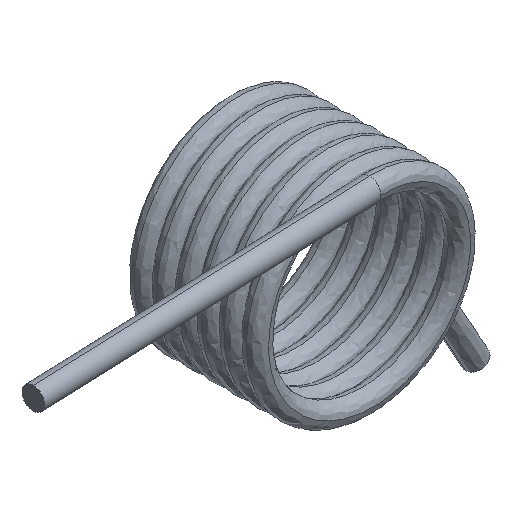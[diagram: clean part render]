
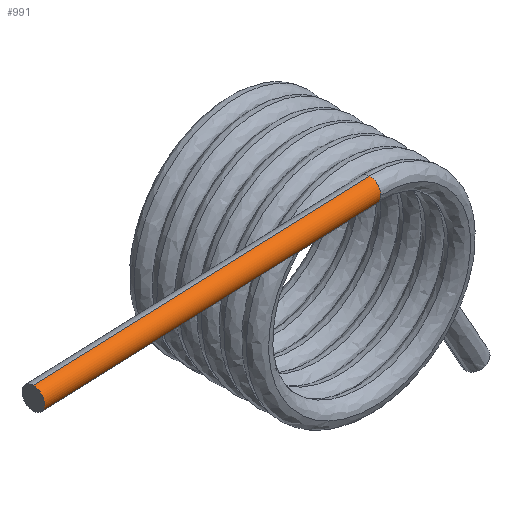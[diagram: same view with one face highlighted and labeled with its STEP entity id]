
A CAD part, isometric view. The second image highlights one B-rep face of the part: STEP entity #991.
In plain terms, the highlighted free-form (B-spline) face has degree [3, 1] with [4, 2] control points.
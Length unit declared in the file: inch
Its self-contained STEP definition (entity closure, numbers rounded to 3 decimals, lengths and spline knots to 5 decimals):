
#24 = VERTEX_POINT ( 'NONE', #2473 ) ;
#49 = DIRECTION ( 'NONE',  ( 0., 0., 1. ) ) ;
#116 = CIRCLE ( 'NONE', #426, 0.04 ) ;
#211 = ORIENTED_EDGE ( 'NONE', *, *, #1121, .T. ) ;
#259 = CARTESIAN_POINT ( 'NONE',  ( -1.24825, -0.04668, 0.3805 ) ) ;
#291 = CARTESIAN_POINT ( 'NONE',  ( -1.24825, -0.04668, 0.3005 ) ) ;
#306 = CARTESIAN_POINT ( 'NONE',  ( -1.24825, -0.04668, 0.3005 ) ) ;
#381 = ORIENTED_EDGE ( 'NONE', *, *, #1547, .T. ) ;
#426 = AXIS2_PLACEMENT_3D ( 'NONE', #994, #2914, #49 ) ;
#482 = AXIS2_PLACEMENT_3D ( 'NONE', #2335, #1368, #1133 ) ;
#499 = CARTESIAN_POINT ( 'NONE',  ( -1.24825, -0.08237, 0.36138 ) ) ;
#518 = CARTESIAN_POINT ( 'NONE',  ( -1.24825, -0.08668, 0.33001 ) ) ;
#551 = CARTESIAN_POINT ( 'NONE',  ( -1.24825, -0.05714, 0.30154 ) ) ;
#601 = B_SPLINE_CURVE_WITH_KNOTS ( 'NONE', 3,
 ( #2953, #2250, #1738, #499, #2705, #518, #1490, #1287, #1474, #551, #2455, #291 ),
 .UNSPECIFIED., .F., .F.,
 ( 4, 2, 2, 2, 2, 4 ),
 ( 0., 0.0008, 0.0016, 0.0024, 0.0028, 0.0032 ),
 .UNSPECIFIED. ) ;
#662 = DIRECTION ( 'NONE',  ( 0.999, 0.037, 0. ) ) ;
#728 = ORIENTED_EDGE ( 'NONE', *, *, #1976, .T. ) ;
#761 = VERTEX_POINT ( 'NONE', #2323 ) ;
#804 = CARTESIAN_POINT ( 'NONE',  ( 0., -0.04, 0.3405 ) ) ;
#924 = CARTESIAN_POINT ( 'NONE',  ( 0., 0., 0.3005 ) ) ;
#991 = ADVANCED_FACE ( 'NONE', ( #1994 ), #1263, .F. ) ;
#994 = CARTESIAN_POINT ( 'NONE',  ( 0., 0., 0.3405 ) ) ;
#1013 = DIRECTION ( 'NONE',  ( 0.999, 0.037, 0. ) ) ;
#1121 = EDGE_CURVE ( 'NONE', #2388, #24, #601, .T. ) ;
#1133 = DIRECTION ( 'NONE',  ( 0., 0., 1. ) ) ;
#1208 = VERTEX_POINT ( 'NONE', #804 ) ;
#1239 = CARTESIAN_POINT ( 'NONE',  ( 0., -0.08, 0.3805 ) ) ;
#1255 = VECTOR ( 'NONE', #1013, 39.37008 ) ;
#1263 =( BOUNDED_SURFACE ( )  B_SPLINE_SURFACE ( 3, 1, ( 
 ( #306, #1705 ),
 ( #2671, #2472 ),
 ( #1944, #1239 ),
 ( #259, #2965 ) ),
 .UNSPECIFIED., .F., .F., .T. ) 
 B_SPLINE_SURFACE_WITH_KNOTS ( ( 4, 4 ),
 ( 2, 2 ),
 ( 0., 1. ),
 ( 0., 1. ),
 .UNSPECIFIED. ) 
 GEOMETRIC_REPRESENTATION_ITEM ( )  RATIONAL_B_SPLINE_SURFACE ( (
 ( 1., 1.),
 ( 0.333, 0.333),
 ( 0.333, 0.333),
 ( 1., 1.) ) ) 
 REPRESENTATION_ITEM ( '' )  SURFACE ( )  );
#1287 = CARTESIAN_POINT ( 'NONE',  ( -1.24825, -0.07126, 0.30852 ) ) ;
#1368 = DIRECTION ( 'NONE',  ( -1., 0., 0. ) ) ;
#1410 = LINE ( 'NONE', #2604, #2714 ) ;
#1458 = ORIENTED_EDGE ( 'NONE', *, *, #2564, .T. ) ;
#1474 = CARTESIAN_POINT ( 'NONE',  ( -1.24825, -0.06683, 0.30555 ) ) ;
#1490 = CARTESIAN_POINT ( 'NONE',  ( -1.24825, -0.08236, 0.31961 ) ) ;
#1492 = VERTEX_POINT ( 'NONE', #924 ) ;
#1547 = EDGE_CURVE ( 'NONE', #1492, #1208, #2959, .T. ) ;
#1705 = CARTESIAN_POINT ( 'NONE',  ( 0., 0., 0.3005 ) ) ;
#1721 = CARTESIAN_POINT ( 'NONE',  ( -1.24825, -0.04668, 0.3805 ) ) ;
#1738 = CARTESIAN_POINT ( 'NONE',  ( -1.24825, -0.06756, 0.37618 ) ) ;
#1944 = CARTESIAN_POINT ( 'NONE',  ( -1.24825, -0.12668, 0.3805 ) ) ;
#1976 = EDGE_CURVE ( 'NONE', #1208, #761, #116, .T. ) ;
#1994 = FACE_OUTER_BOUND ( 'NONE', #2938, .T. ) ;
#2218 = LINE ( 'NONE', #2235, #1255 ) ;
#2235 = CARTESIAN_POINT ( 'NONE',  ( -2.49825, -0.09342, 0.3005 ) ) ;
#2250 = CARTESIAN_POINT ( 'NONE',  ( -1.24825, -0.05717, 0.3805 ) ) ;
#2323 = CARTESIAN_POINT ( 'NONE',  ( 0., 0., 0.3805 ) ) ;
#2335 = CARTESIAN_POINT ( 'NONE',  ( 0., 0., 0.3405 ) ) ;
#2388 = VERTEX_POINT ( 'NONE', #1721 ) ;
#2455 = CARTESIAN_POINT ( 'NONE',  ( -1.24825, -0.05191, 0.3005 ) ) ;
#2472 = CARTESIAN_POINT ( 'NONE',  ( 0., -0.08, 0.3005 ) ) ;
#2473 = CARTESIAN_POINT ( 'NONE',  ( -1.24825, -0.04668, 0.3005 ) ) ;
#2564 = EDGE_CURVE ( 'NONE', #24, #1492, #2218, .T. ) ;
#2604 = CARTESIAN_POINT ( 'NONE',  ( -2.49825, -0.09342, 0.3805 ) ) ;
#2671 = CARTESIAN_POINT ( 'NONE',  ( -1.24825, -0.12668, 0.3005 ) ) ;
#2705 = CARTESIAN_POINT ( 'NONE',  ( -1.24825, -0.08668, 0.35099 ) ) ;
#2714 = VECTOR ( 'NONE', #662, 39.37008 ) ;
#2914 = DIRECTION ( 'NONE',  ( -1., 0., 0. ) ) ;
#2921 = ORIENTED_EDGE ( 'NONE', *, *, #3080, .F. ) ;
#2938 = EDGE_LOOP ( 'NONE', ( #211, #1458, #381, #728, #2921 ) ) ;
#2953 = CARTESIAN_POINT ( 'NONE',  ( -1.24825, -0.04668, 0.3805 ) ) ;
#2959 = CIRCLE ( 'NONE', #482, 0.04 ) ;
#2965 = CARTESIAN_POINT ( 'NONE',  ( 0., 0., 0.3805 ) ) ;
#3080 = EDGE_CURVE ( 'NONE', #2388, #761, #1410, .T. ) ;
